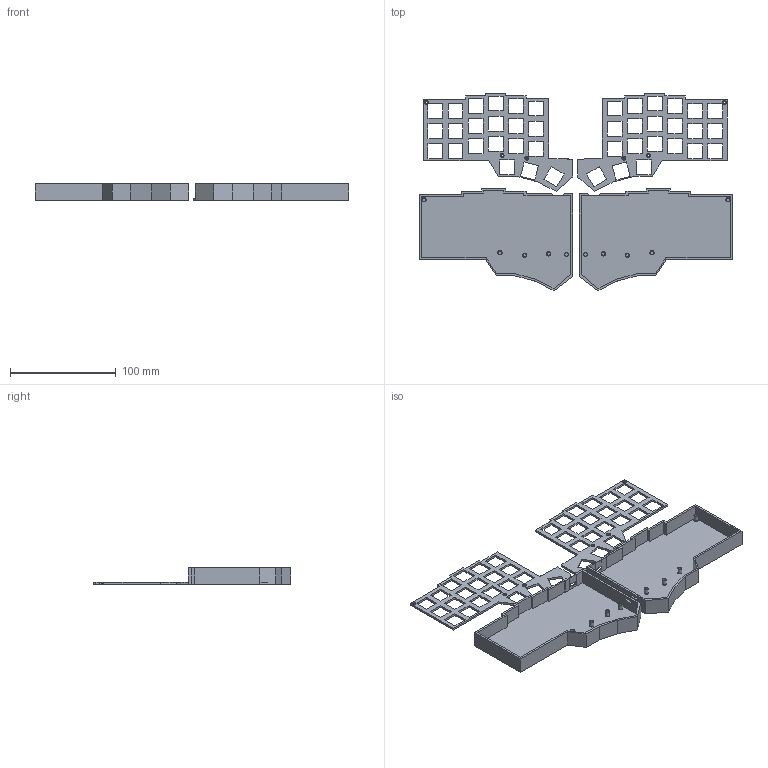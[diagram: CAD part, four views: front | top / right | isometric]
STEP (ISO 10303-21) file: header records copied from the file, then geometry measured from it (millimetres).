
FILE_DESCRIPTION(('HOOPS Exchange Step'),'2;1');
FILE_NAME('temp_export','2023-08-24T00:12:05-21:00',('Luerl'),('Shapr3D Limited'),'HOOPS Exchange 2023.2','Shapr3D','Authorized');
FILE_SCHEMA( ('AUTOMOTIVE_DESIGN { 1 0 10303 214 1 1 1 1 }') );
Length unit declared in the file: millimetre
Products named in the file (2): temp_import; root
Assembly tree (1 placements, depth 2):
  root
    temp_import
Bounding box: 296.61 x 186.78 x 15.6 mm (x, y, z)
Volume: 84594.5 mm3; surface area: 99543.7 mm2
Topology: 36 solids, 36 shells, 553 faces, 1557 edges, 1074 vertices
Faces by surface type: plane 471, cylinder 82
Full cylindrical faces by diameter (mm): 2.2 x6, 3.2 x20, 3.8 x12, 4 x20
Entity records: 18231 total; most frequent: CARTESIAN_POINT 3186, ORIENTED_EDGE 3114, DIRECTION 2955, EDGE_CURVE 1557, VECTOR 1269, LINE 1269, VERTEX_POINT 1074, AXIS2_PLACEMENT_3D 843
